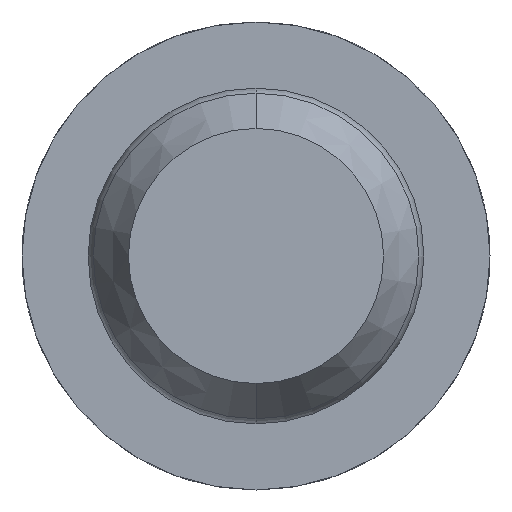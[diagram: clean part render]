
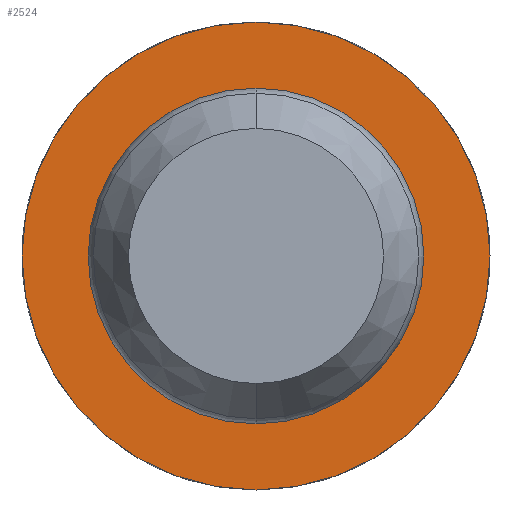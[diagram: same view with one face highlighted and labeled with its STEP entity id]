
A CAD part, front view. The second image highlights one B-rep face of the part: STEP entity #2524.
In plain terms, the highlighted planar face has unit normal (0, -1, 0).
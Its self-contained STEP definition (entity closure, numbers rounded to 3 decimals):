
#37 = EDGE_CURVE ( 'Defeature ausgef�hrt3_4+Defeature ausgef�hrt3_5+Defeature ausgef�hrt3_5+Defeature ausgef�hrt3_5', #1908, #1956, #563, .T. ) ;
#76 = DIRECTION ( 'NONE',  ( 0., 0., 1. ) ) ;
#112 = DIRECTION ( 'NONE',  ( 0., 1., 0. ) ) ;
#330 = AXIS2_PLACEMENT_3D ( 'NONE', #3790, #853, #2568 ) ;
#470 = DIRECTION ( 'NONE',  ( 0., 0., 1. ) ) ;
#563 = CIRCLE ( 'NONE', #2991, 0.825 ) ;
#639 = ORIENTED_EDGE ( 'NONE', *, *, #3041, .T. ) ;
#774 = VERTEX_POINT ( 'NONE', #2034 ) ;
#808 = VERTEX_POINT ( 'NONE', #1194 ) ;
#853 = DIRECTION ( 'NONE',  ( 0., 1., 0. ) ) ;
#890 = AXIS2_PLACEMENT_3D ( 'NONE', #2164, #112, #3603 ) ;
#1003 = ORIENTED_EDGE ( 'NONE', *, *, #3579, .F. ) ;
#1142 = FACE_OUTER_BOUND ( 'NONE', #2272, .T. ) ;
#1194 = CARTESIAN_POINT ( 'NONE',  ( 0., -10.5, -1.15 ) ) ;
#1198 = DIRECTION ( 'NONE',  ( 0., 1., 0. ) ) ;
#1241 = PLANE ( 'NONE',  #2814 ) ;
#1247 = DIRECTION ( 'NONE',  ( 0., 1., 0. ) ) ;
#1448 = AXIS2_PLACEMENT_3D ( 'NONE', #3275, #1247, #1530 ) ;
#1499 = CIRCLE ( 'NONE', #1448, 1.15 ) ;
#1530 = DIRECTION ( 'NONE',  ( 0., 0., 1. ) ) ;
#1634 = EDGE_CURVE ( 'Defeature ausgef�hrt3_3+Defeature ausgef�hrt3_4+Defeature ausgef�hrt3_4+Defeature ausgef�hrt3_4', #774, #808, #3301, .T. ) ;
#1862 = EDGE_LOOP ( 'NONE', ( #3520, #639 ) ) ;
#1900 = CARTESIAN_POINT ( 'NONE',  ( 0., -10.5, -0.825 ) ) ;
#1908 = VERTEX_POINT ( 'NONE', #2455 ) ;
#1956 = VERTEX_POINT ( 'NONE', #1900 ) ;
#2034 = CARTESIAN_POINT ( 'NONE',  ( 0., -10.5, 1.15 ) ) ;
#2164 = CARTESIAN_POINT ( 'NONE',  ( 0., -10.5, 0. ) ) ;
#2193 = FACE_BOUND ( 'NONE', #1862, .T. ) ;
#2272 = EDGE_LOOP ( 'NONE', ( #3324, #1003 ) ) ;
#2455 = CARTESIAN_POINT ( 'NONE',  ( 0., -10.5, 0.825 ) ) ;
#2524 = ADVANCED_FACE ( 'Defeature ausgef�hrt3_4', ( #1142, #2193 ), #1241, .F. ) ;
#2536 = DIRECTION ( 'NONE',  ( 0., 1., 0. ) ) ;
#2568 = DIRECTION ( 'NONE',  ( 0., 0., 1. ) ) ;
#2814 = AXIS2_PLACEMENT_3D ( 'NONE', #3281, #1198, #76 ) ;
#2991 = AXIS2_PLACEMENT_3D ( 'NONE', #3737, #2536, #470 ) ;
#3041 = EDGE_CURVE ( 'Defeature ausgef�hrt3_4+Defeature ausgef�hrt3_5+Defeature ausgef�hrt3_5+Defeature ausgef�hrt3_5', #1956, #1908, #3201, .T. ) ;
#3201 = CIRCLE ( 'NONE', #890, 0.825 ) ;
#3275 = CARTESIAN_POINT ( 'NONE',  ( 0., -10.5, 0. ) ) ;
#3281 = CARTESIAN_POINT ( 'NONE',  ( 1.15, -10.5, 0. ) ) ;
#3301 = CIRCLE ( 'NONE', #330, 1.15 ) ;
#3324 = ORIENTED_EDGE ( 'NONE', *, *, #1634, .F. ) ;
#3520 = ORIENTED_EDGE ( 'NONE', *, *, #37, .T. ) ;
#3579 = EDGE_CURVE ( 'Defeature ausgef�hrt3_3+Defeature ausgef�hrt3_4+Defeature ausgef�hrt3_4+Defeature ausgef�hrt3_4', #808, #774, #1499, .T. ) ;
#3603 = DIRECTION ( 'NONE',  ( 0., 0., 1. ) ) ;
#3737 = CARTESIAN_POINT ( 'NONE',  ( 0., -10.5, 0. ) ) ;
#3790 = CARTESIAN_POINT ( 'NONE',  ( 0., -10.5, 0. ) ) ;
